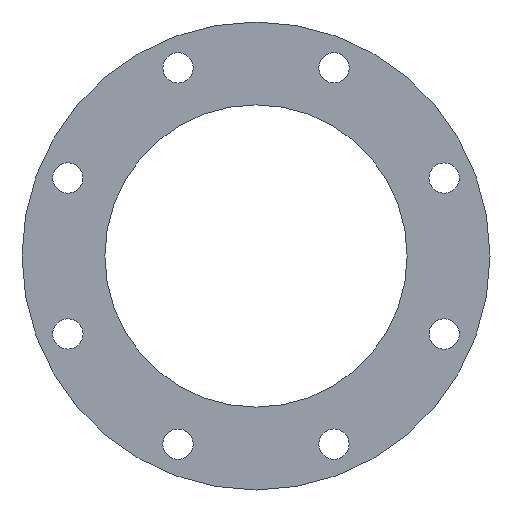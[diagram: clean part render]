
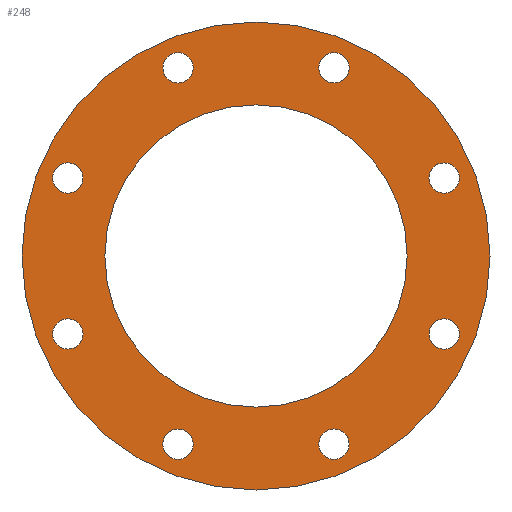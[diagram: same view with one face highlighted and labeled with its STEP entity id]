
A CAD part, front view. The second image highlights one B-rep face of the part: STEP entity #248.
In plain terms, the highlighted planar face has unit normal (0, -1, 0).
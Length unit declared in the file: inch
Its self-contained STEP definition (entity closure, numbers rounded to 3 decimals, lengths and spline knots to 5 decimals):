
#24=FACE_BOUND('',#68,.T.);
#25=FACE_BOUND('',#69,.T.);
#26=FACE_BOUND('',#70,.T.);
#27=FACE_BOUND('',#71,.T.);
#28=FACE_BOUND('',#72,.T.);
#29=FACE_BOUND('',#73,.T.);
#30=FACE_BOUND('',#74,.T.);
#31=FACE_BOUND('',#75,.T.);
#32=FACE_BOUND('',#76,.T.);
#34=PLANE('',#302);
#46=FACE_OUTER_BOUND('',#67,.T.);
#67=EDGE_LOOP('',(#217));
#68=EDGE_LOOP('',(#218));
#69=EDGE_LOOP('',(#219));
#70=EDGE_LOOP('',(#220));
#71=EDGE_LOOP('',(#221));
#72=EDGE_LOOP('',(#222));
#73=EDGE_LOOP('',(#223));
#74=EDGE_LOOP('',(#224));
#75=EDGE_LOOP('',(#225));
#76=EDGE_LOOP('',(#226));
#97=CIRCLE('',#272,0.4375);
#99=CIRCLE('',#275,0.4375);
#101=CIRCLE('',#278,0.4375);
#103=CIRCLE('',#281,0.4375);
#105=CIRCLE('',#284,0.4375);
#107=CIRCLE('',#287,0.4375);
#109=CIRCLE('',#290,0.4375);
#111=CIRCLE('',#293,0.4375);
#114=CIRCLE('',#297,4.36);
#116=CIRCLE('',#300,6.75);
#117=VERTEX_POINT('',#381);
#119=VERTEX_POINT('',#387);
#121=VERTEX_POINT('',#393);
#123=VERTEX_POINT('',#399);
#125=VERTEX_POINT('',#405);
#127=VERTEX_POINT('',#411);
#129=VERTEX_POINT('',#417);
#131=VERTEX_POINT('',#423);
#134=VERTEX_POINT('',#431);
#136=VERTEX_POINT('',#437);
#137=EDGE_CURVE('',#117,#117,#97,.T.);
#140=EDGE_CURVE('',#119,#119,#99,.T.);
#143=EDGE_CURVE('',#121,#121,#101,.T.);
#146=EDGE_CURVE('',#123,#123,#103,.T.);
#149=EDGE_CURVE('',#125,#125,#105,.T.);
#152=EDGE_CURVE('',#127,#127,#107,.T.);
#155=EDGE_CURVE('',#129,#129,#109,.T.);
#158=EDGE_CURVE('',#131,#131,#111,.T.);
#163=EDGE_CURVE('',#134,#134,#114,.T.);
#166=EDGE_CURVE('',#136,#136,#116,.T.);
#217=ORIENTED_EDGE('',*,*,#166,.F.);
#218=ORIENTED_EDGE('',*,*,#137,.T.);
#219=ORIENTED_EDGE('',*,*,#140,.T.);
#220=ORIENTED_EDGE('',*,*,#143,.T.);
#221=ORIENTED_EDGE('',*,*,#146,.T.);
#222=ORIENTED_EDGE('',*,*,#149,.T.);
#223=ORIENTED_EDGE('',*,*,#152,.T.);
#224=ORIENTED_EDGE('',*,*,#155,.T.);
#225=ORIENTED_EDGE('',*,*,#158,.T.);
#226=ORIENTED_EDGE('',*,*,#163,.F.);
#248=ADVANCED_FACE('',(#46,#24,#25,#26,#27,#28,#29,#30,#31,#32),#34,.F.);
#272=AXIS2_PLACEMENT_3D('',#382,#307,#308);
#275=AXIS2_PLACEMENT_3D('',#388,#314,#315);
#278=AXIS2_PLACEMENT_3D('',#394,#321,#322);
#281=AXIS2_PLACEMENT_3D('',#400,#328,#329);
#284=AXIS2_PLACEMENT_3D('',#406,#335,#336);
#287=AXIS2_PLACEMENT_3D('',#412,#342,#343);
#290=AXIS2_PLACEMENT_3D('',#418,#349,#350);
#293=AXIS2_PLACEMENT_3D('',#424,#356,#357);
#297=AXIS2_PLACEMENT_3D('',#433,#366,#367);
#300=AXIS2_PLACEMENT_3D('',#439,#373,#374);
#302=AXIS2_PLACEMENT_3D('',#441,#377,#378);
#307=DIRECTION('center_axis',(0.,1.,0.));
#308=DIRECTION('ref_axis',(-0.707,0.,-0.707));
#314=DIRECTION('center_axis',(0.,1.,0.));
#315=DIRECTION('ref_axis',(0.,0.,-1.));
#321=DIRECTION('center_axis',(0.,1.,0.));
#322=DIRECTION('ref_axis',(0.707,0.,-0.707));
#328=DIRECTION('center_axis',(0.,1.,0.));
#329=DIRECTION('ref_axis',(1.,0.,0.));
#335=DIRECTION('center_axis',(0.,1.,0.));
#336=DIRECTION('ref_axis',(0.707,0.,0.707));
#342=DIRECTION('center_axis',(0.,1.,0.));
#343=DIRECTION('ref_axis',(0.,0.,1.));
#349=DIRECTION('center_axis',(0.,1.,0.));
#350=DIRECTION('ref_axis',(-0.707,0.,0.707));
#356=DIRECTION('center_axis',(0.,1.,0.));
#357=DIRECTION('ref_axis',(-1.,0.,0.));
#366=DIRECTION('center_axis',(0.,-1.,0.));
#367=DIRECTION('ref_axis',(1.,0.,0.));
#373=DIRECTION('center_axis',(0.,1.,0.));
#374=DIRECTION('ref_axis',(-1.,0.,0.));
#377=DIRECTION('center_axis',(0.,1.,0.));
#378=DIRECTION('ref_axis',(0.,0.,1.));
#381=CARTESIAN_POINT('',(5.73715,0.,-1.93891));
#382=CARTESIAN_POINT('Origin',(5.42779,0.,-2.24827));
#387=CARTESIAN_POINT('',(5.42779,0.,2.68577));
#388=CARTESIAN_POINT('Origin',(5.42779,0.,2.24827));
#393=CARTESIAN_POINT('',(1.93891,0.,5.73715));
#394=CARTESIAN_POINT('Origin',(2.24827,0.,5.42779));
#399=CARTESIAN_POINT('',(-2.68577,0.,5.42779));
#400=CARTESIAN_POINT('Origin',(-2.24827,0.,5.42779));
#405=CARTESIAN_POINT('',(-5.73715,0.,1.93891));
#406=CARTESIAN_POINT('Origin',(-5.42779,0.,2.24827));
#411=CARTESIAN_POINT('',(-5.42779,0.,-2.68577));
#412=CARTESIAN_POINT('Origin',(-5.42779,0.,-2.24827));
#417=CARTESIAN_POINT('',(-1.93891,0.,-5.73715));
#418=CARTESIAN_POINT('Origin',(-2.24827,0.,-5.42779));
#423=CARTESIAN_POINT('',(2.68577,0.,-5.42779));
#424=CARTESIAN_POINT('Origin',(2.24827,0.,-5.42779));
#431=CARTESIAN_POINT('',(-4.36,0.,0.));
#433=CARTESIAN_POINT('Origin',(0.,0.,0.));
#437=CARTESIAN_POINT('',(6.75,0.,0.));
#439=CARTESIAN_POINT('Origin',(0.,0.,0.));
#441=CARTESIAN_POINT('Origin',(0.,0.,0.));
